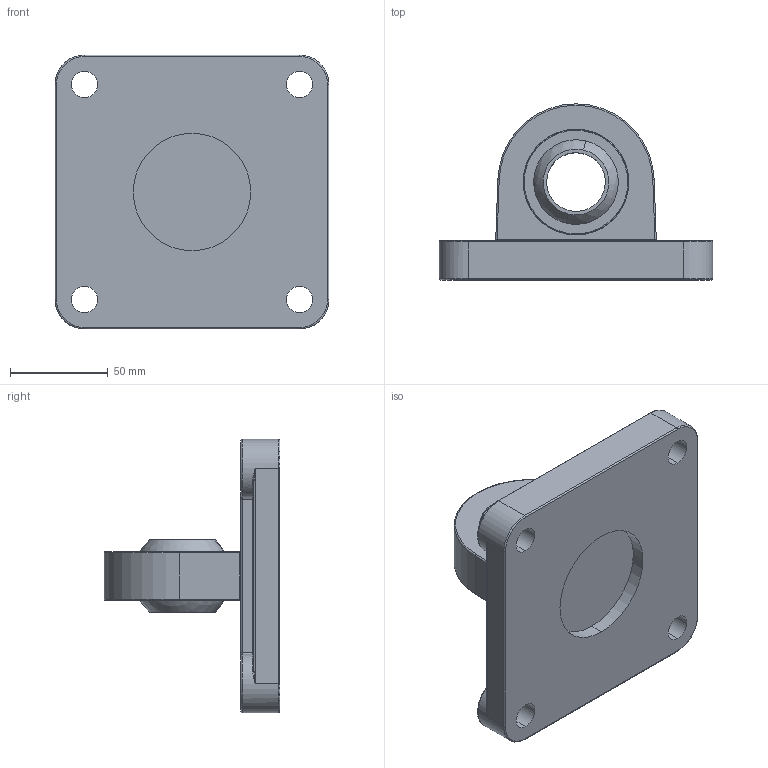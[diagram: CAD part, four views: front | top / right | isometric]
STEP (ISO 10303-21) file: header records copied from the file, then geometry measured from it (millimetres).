
FILE_DESCRIPTION (( 'STEP AP203' ), '1' );
FILE_NAME ('IN18-125.STEP', '2015-09-25T14:56:50', ( 'utente11' ), ( '' ), 'SwSTEP 2.0', 'SolidWorks 2015', '' );
FILE_SCHEMA (( 'CONFIG_CONTROL_DESIGN' ));
Length unit declared in the file: millimetre
Products named in the file (4): Anello cuscinetto^IN18-100_125; Sfera cuscinetto^IN18-100_125; Sostegno^IN18-100_125; IN18-125
Assembly tree (3 placements, depth 2):
  IN18-125
    Anello cuscinetto^IN18-100_125
    Sfera cuscinetto^IN18-100_125
    Sostegno^IN18-100_125
Bounding box: 140 x 90 x 140 mm (x, y, z)
Volume: 444512.5 mm3; surface area: 84998.5 mm2
Topology: 3 solids, 3 shells, 114 faces, 268 edges, 154 vertices
Faces by surface type: cylinder 53, plane 23, torus 22, sphere 8, bspline 8
Entity records: 3812 total; most frequent: CARTESIAN_POINT 822, DIRECTION 610, ORIENTED_EDGE 500, AXIS2_PLACEMENT_3D 264, EDGE_CURVE 250, CIRCLE 152, VERTEX_POINT 148, EDGE_LOOP 134
